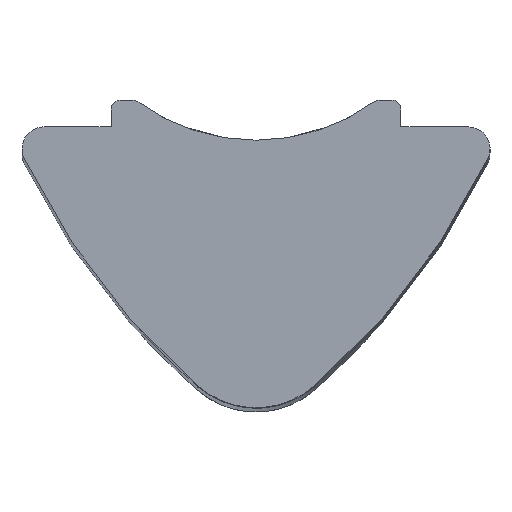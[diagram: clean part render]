
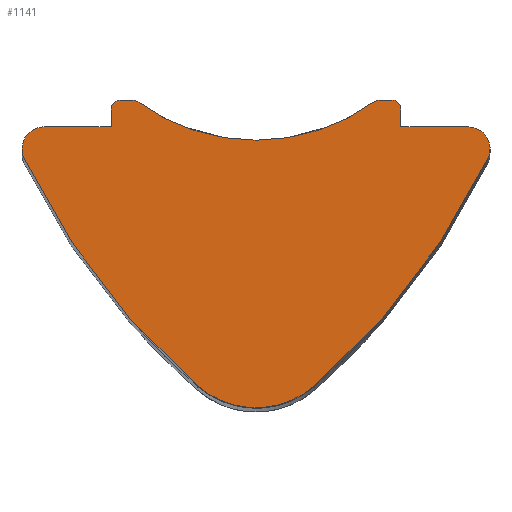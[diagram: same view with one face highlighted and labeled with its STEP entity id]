
A CAD part, top view. The second image highlights one B-rep face of the part: STEP entity #1141.
In plain terms, the highlighted planar face has unit normal (0, 0, 1).
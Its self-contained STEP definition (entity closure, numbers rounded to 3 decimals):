
#17 = EDGE_CURVE ( 'NONE', #2361, #918, #2497, .T. ) ;
#40 = ORIENTED_EDGE ( 'NONE', *, *, #1033, .T. ) ;
#56 = DIRECTION ( 'NONE',  ( 0., 0., 1. ) ) ;
#74 = ORIENTED_EDGE ( 'NONE', *, *, #17, .T. ) ;
#78 = DIRECTION ( 'NONE',  ( 1., 0., 0. ) ) ;
#108 = DIRECTION ( 'NONE',  ( 0., 0., 1. ) ) ;
#123 = FACE_OUTER_BOUND ( 'NONE', #2798, .T. ) ;
#155 = CARTESIAN_POINT ( 'NONE',  ( 4.75, 0., 29. ) ) ;
#165 = VERTEX_POINT ( 'NONE', #1166 ) ;
#175 = CIRCLE ( 'NONE', #1063, 0.2 ) ;
#210 = DIRECTION ( 'NONE',  ( -1., 0., 0. ) ) ;
#249 = ORIENTED_EDGE ( 'NONE', *, *, #2755, .T. ) ;
#251 = LINE ( 'NONE', #721, #1379 ) ;
#337 = EDGE_CURVE ( 'NONE', #1235, #1859, #1133, .T. ) ;
#403 = DIRECTION ( 'NONE',  ( 0., 0., 1. ) ) ;
#404 = ORIENTED_EDGE ( 'NONE', *, *, #1723, .T. ) ;
#414 = CARTESIAN_POINT ( 'NONE',  ( -3.25, 0., 29. ) ) ;
#422 = DIRECTION ( 'NONE',  ( 0., 0., 1. ) ) ;
#430 = EDGE_CURVE ( 'NONE', #1886, #2486, #1030, .T. ) ;
#437 = ORIENTED_EDGE ( 'NONE', *, *, #2345, .T. ) ;
#455 = CARTESIAN_POINT ( 'NONE',  ( -9.203, 6.25, 29. ) ) ;
#458 = AXIS2_PLACEMENT_3D ( 'NONE', #1537, #108, #1762 ) ;
#466 = CARTESIAN_POINT ( 'NONE',  ( -3.25, 0., 29. ) ) ;
#475 = CARTESIAN_POINT ( 'NONE',  ( -3.25, 0., 29. ) ) ;
#520 = DIRECTION ( 'NONE',  ( 0., 0., 1. ) ) ;
#695 = DIRECTION ( 'NONE',  ( -1., 0., 0. ) ) ;
#704 = CARTESIAN_POINT ( 'NONE',  ( 3.25, 0., 29. ) ) ;
#714 = DIRECTION ( 'NONE',  ( 0., 1., 0. ) ) ;
#721 = CARTESIAN_POINT ( 'NONE',  ( 3.05, 0.6, 29. ) ) ;
#744 = LINE ( 'NONE', #155, #2542 ) ;
#750 = CIRCLE ( 'NONE', #2118, 0.2 ) ;
#761 = CARTESIAN_POINT ( 'NONE',  ( 3.05, 0.6, 29. ) ) ;
#790 = ORIENTED_EDGE ( 'NONE', *, *, #2856, .T. ) ;
#831 = CARTESIAN_POINT ( 'NONE',  ( 0., -4.3, 29. ) ) ;
#844 = EDGE_CURVE ( 'NONE', #2445, #2193, #1195, .T. ) ;
#864 = CIRCLE ( 'NONE', #1700, 2. ) ;
#883 = AXIS2_PLACEMENT_3D ( 'NONE', #455, #2111, #695 ) ;
#902 = AXIS2_PLACEMENT_3D ( 'NONE', #1825, #403, #2058 ) ;
#918 = VERTEX_POINT ( 'NONE', #2600 ) ;
#927 = ORIENTED_EDGE ( 'NONE', *, *, #844, .T. ) ;
#976 = CIRCLE ( 'NONE', #2299, 0.2 ) ;
#980 = DIRECTION ( 'NONE',  ( -1., 0., 0. ) ) ;
#990 = VERTEX_POINT ( 'NONE', #761 ) ;
#1007 = ORIENTED_EDGE ( 'NONE', *, *, #2812, .T. ) ;
#1030 = CIRCLE ( 'NONE', #458, 0.5 ) ;
#1033 = EDGE_CURVE ( 'NONE', #1328, #1235, #976, .T. ) ;
#1063 = AXIS2_PLACEMENT_3D ( 'NONE', #2503, #1098, #2741 ) ;
#1098 = DIRECTION ( 'NONE',  ( 0., 0., 1. ) ) ;
#1112 = CIRCLE ( 'NONE', #2840, 0.2 ) ;
#1130 = CARTESIAN_POINT ( 'NONE',  ( 4.75, -0.5, 29. ) ) ;
#1132 = EDGE_CURVE ( 'NONE', #1533, #165, #1386, .T. ) ;
#1133 = CIRCLE ( 'NONE', #2892, 4.5 ) ;
#1141 = ADVANCED_FACE ( 'NONE', ( #123 ), #2577, .T. ) ;
#1166 = CARTESIAN_POINT ( 'NONE',  ( -3.05, 0.6, 29. ) ) ;
#1173 = DIRECTION ( 'NONE',  ( 0., 0., 1. ) ) ;
#1184 = VERTEX_POINT ( 'NONE', #704 ) ;
#1195 = CIRCLE ( 'NONE', #883, 16. ) ;
#1216 = CARTESIAN_POINT ( 'NONE',  ( -5.25, -0.5, 29. ) ) ;
#1228 = CARTESIAN_POINT ( 'NONE',  ( -3.25, 0.4, 29. ) ) ;
#1235 = VERTEX_POINT ( 'NONE', #2150 ) ;
#1244 = CARTESIAN_POINT ( 'NONE',  ( 2.766, 0.4, 29. ) ) ;
#1263 = CARTESIAN_POINT ( 'NONE',  ( 4.75, 0., 29. ) ) ;
#1305 = CIRCLE ( 'NONE', #902, 0.5 ) ;
#1310 = ORIENTED_EDGE ( 'NONE', *, *, #337, .T. ) ;
#1312 = CIRCLE ( 'NONE', #2272, 0.5 ) ;
#1314 = CARTESIAN_POINT ( 'NONE',  ( 3.05, 0.4, 29. ) ) ;
#1328 = VERTEX_POINT ( 'NONE', #2196 ) ;
#1334 = VERTEX_POINT ( 'NONE', #1263 ) ;
#1341 = VERTEX_POINT ( 'NONE', #2666 ) ;
#1357 = CARTESIAN_POINT ( 'NONE',  ( -2.766, 0.6, 29. ) ) ;
#1369 = DIRECTION ( 'NONE',  ( -1., 0., 0. ) ) ;
#1375 = AXIS2_PLACEMENT_3D ( 'NONE', #1841, #422, #2080 ) ;
#1379 = VECTOR ( 'NONE', #980, 1000. ) ;
#1383 = LINE ( 'NONE', #475, #2479 ) ;
#1386 = LINE ( 'NONE', #1872, #1937 ) ;
#1397 = EDGE_CURVE ( 'NONE', #3030, #2445, #864, .T. ) ;
#1399 = CARTESIAN_POINT ( 'NONE',  ( -4.75, -0.5, 29. ) ) ;
#1482 = DIRECTION ( 'NONE',  ( 1., 0., 0. ) ) ;
#1488 = ORIENTED_EDGE ( 'NONE', *, *, #2929, .T. ) ;
#1506 = DIRECTION ( 'NONE',  ( 0., 0., -1. ) ) ;
#1533 = VERTEX_POINT ( 'NONE', #1357 ) ;
#1537 = CARTESIAN_POINT ( 'NONE',  ( -4.75, -0.5, 29. ) ) ;
#1549 = DIRECTION ( 'NONE',  ( -1., 0., 0. ) ) ;
#1596 = ORIENTED_EDGE ( 'NONE', *, *, #1132, .T. ) ;
#1683 = DIRECTION ( 'NONE',  ( 1., 0., 0. ) ) ;
#1689 = CARTESIAN_POINT ( 'NONE',  ( -5.2, -0.718, 29. ) ) ;
#1700 = AXIS2_PLACEMENT_3D ( 'NONE', #831, #56, #1683 ) ;
#1723 = EDGE_CURVE ( 'NONE', #1964, #2361, #1383, .T. ) ;
#1762 = DIRECTION ( 'NONE',  ( 1., 0., 0. ) ) ;
#1771 = AXIS2_PLACEMENT_3D ( 'NONE', #1399, #1173, #2809 ) ;
#1825 = CARTESIAN_POINT ( 'NONE',  ( -4.75, -0.5, 29. ) ) ;
#1841 = CARTESIAN_POINT ( 'NONE',  ( 9.203, 6.25, 29. ) ) ;
#1846 = CIRCLE ( 'NONE', #1375, 16. ) ;
#1859 = VERTEX_POINT ( 'NONE', #2599 ) ;
#1871 = VECTOR ( 'NONE', #2068, 1000. ) ;
#1872 = CARTESIAN_POINT ( 'NONE',  ( -3.05, 0.6, 29. ) ) ;
#1878 = CARTESIAN_POINT ( 'NONE',  ( 3.25, 0., 29. ) ) ;
#1880 = EDGE_CURVE ( 'NONE', #990, #1328, #251, .T. ) ;
#1886 = VERTEX_POINT ( 'NONE', #1216 ) ;
#1898 = DIRECTION ( 'NONE',  ( 0., -1., 0. ) ) ;
#1900 = CARTESIAN_POINT ( 'NONE',  ( 1.315, -5.807, 29. ) ) ;
#1937 = VECTOR ( 'NONE', #210, 1000. ) ;
#1941 = CARTESIAN_POINT ( 'NONE',  ( -3.05, 0.4, 29. ) ) ;
#1946 = EDGE_CURVE ( 'NONE', #165, #1964, #750, .T. ) ;
#1964 = VERTEX_POINT ( 'NONE', #1228 ) ;
#2040 = EDGE_CURVE ( 'NONE', #2193, #1334, #1312, .T. ) ;
#2058 = DIRECTION ( 'NONE',  ( 1., 0., 0. ) ) ;
#2068 = DIRECTION ( 'NONE',  ( -1., 0., 0. ) ) ;
#2080 = DIRECTION ( 'NONE',  ( 1., 0., 0. ) ) ;
#2103 = ORIENTED_EDGE ( 'NONE', *, *, #1397, .T. ) ;
#2104 = CARTESIAN_POINT ( 'NONE',  ( 5.2, -0.718, 29. ) ) ;
#2111 = DIRECTION ( 'NONE',  ( 0., 0., 1. ) ) ;
#2118 = AXIS2_PLACEMENT_3D ( 'NONE', #1941, #520, #2172 ) ;
#2150 = CARTESIAN_POINT ( 'NONE',  ( 2.648, 0.562, 29. ) ) ;
#2172 = DIRECTION ( 'NONE',  ( -1., 0., 0. ) ) ;
#2184 = LINE ( 'NONE', #1878, #2401 ) ;
#2193 = VERTEX_POINT ( 'NONE', #2104 ) ;
#2196 = CARTESIAN_POINT ( 'NONE',  ( 2.766, 0.6, 29. ) ) ;
#2223 = ORIENTED_EDGE ( 'NONE', *, *, #1946, .T. ) ;
#2272 = AXIS2_PLACEMENT_3D ( 'NONE', #1130, #2770, #1369 ) ;
#2299 = AXIS2_PLACEMENT_3D ( 'NONE', #1244, #2878, #1482 ) ;
#2345 = EDGE_CURVE ( 'NONE', #1184, #1341, #2184, .T. ) ;
#2361 = VERTEX_POINT ( 'NONE', #466 ) ;
#2401 = VECTOR ( 'NONE', #714, 1000. ) ;
#2445 = VERTEX_POINT ( 'NONE', #1900 ) ;
#2479 = VECTOR ( 'NONE', #1898, 1000. ) ;
#2486 = VERTEX_POINT ( 'NONE', #1689 ) ;
#2497 = LINE ( 'NONE', #414, #1871 ) ;
#2503 = CARTESIAN_POINT ( 'NONE',  ( -2.766, 0.4, 29. ) ) ;
#2542 = VECTOR ( 'NONE', #2976, 1000. ) ;
#2569 = CARTESIAN_POINT ( 'NONE',  ( -1.315, -5.807, 29. ) ) ;
#2577 = PLANE ( 'NONE',  #1771 ) ;
#2599 = CARTESIAN_POINT ( 'NONE',  ( -2.648, 0.562, 29. ) ) ;
#2600 = CARTESIAN_POINT ( 'NONE',  ( -4.75, 0., 29. ) ) ;
#2658 = ORIENTED_EDGE ( 'NONE', *, *, #430, .T. ) ;
#2666 = CARTESIAN_POINT ( 'NONE',  ( 3.25, 0.4, 29. ) ) ;
#2709 = EDGE_CURVE ( 'NONE', #1341, #990, #1112, .T. ) ;
#2741 = DIRECTION ( 'NONE',  ( -1., 0., 0. ) ) ;
#2755 = EDGE_CURVE ( 'NONE', #1859, #1533, #175, .T. ) ;
#2770 = DIRECTION ( 'NONE',  ( 0., 0., 1. ) ) ;
#2795 = ORIENTED_EDGE ( 'NONE', *, *, #2040, .T. ) ;
#2798 = EDGE_LOOP ( 'NONE', ( #74, #790, #2658, #1488, #2103, #927, #2795, #1007, #437, #2950, #3022, #40, #1310, #249, #1596, #2223, #404 ) ) ;
#2809 = DIRECTION ( 'NONE',  ( 1., 0., 0. ) ) ;
#2812 = EDGE_CURVE ( 'NONE', #1334, #1184, #744, .T. ) ;
#2840 = AXIS2_PLACEMENT_3D ( 'NONE', #1314, #2946, #1549 ) ;
#2856 = EDGE_CURVE ( 'NONE', #918, #1886, #1305, .T. ) ;
#2878 = DIRECTION ( 'NONE',  ( 0., 0., 1. ) ) ;
#2892 = AXIS2_PLACEMENT_3D ( 'NONE', #2901, #1506, #78 ) ;
#2901 = CARTESIAN_POINT ( 'NONE',  ( 0., 4.2, 29. ) ) ;
#2929 = EDGE_CURVE ( 'NONE', #2486, #3030, #1846, .T. ) ;
#2946 = DIRECTION ( 'NONE',  ( 0., 0., 1. ) ) ;
#2950 = ORIENTED_EDGE ( 'NONE', *, *, #2709, .T. ) ;
#2976 = DIRECTION ( 'NONE',  ( -1., 0., 0. ) ) ;
#3022 = ORIENTED_EDGE ( 'NONE', *, *, #1880, .T. ) ;
#3030 = VERTEX_POINT ( 'NONE', #2569 ) ;
